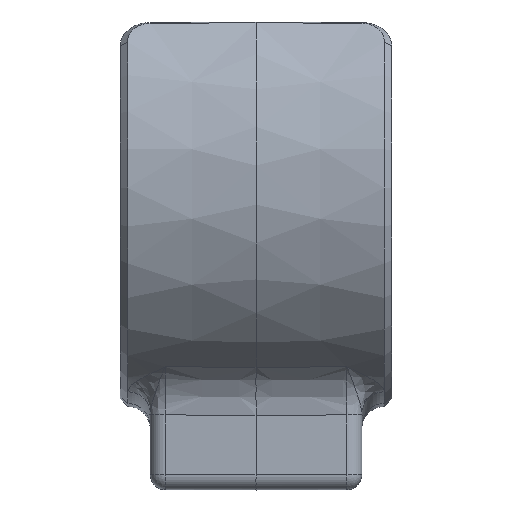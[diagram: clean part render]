
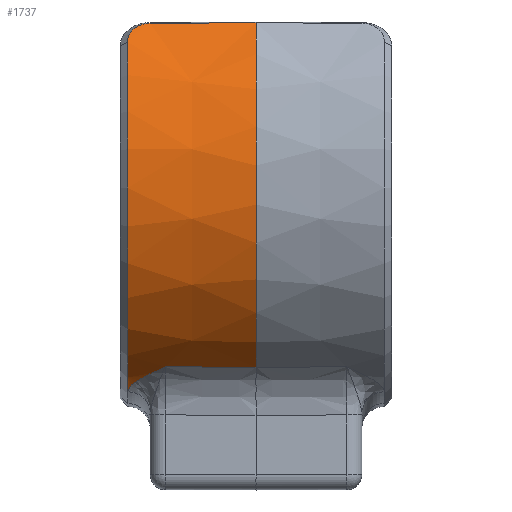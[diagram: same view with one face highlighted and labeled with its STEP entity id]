
A CAD part, top view. The second image highlights one B-rep face of the part: STEP entity #1737.
In plain terms, the highlighted conical face has half-angle 0.5 degrees and reference radius 15.328 mm.
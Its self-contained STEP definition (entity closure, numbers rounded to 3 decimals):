
#33=CARTESIAN_POINT('',(-8.499,5.717,2.63));
#34=CARTESIAN_POINT('',(-8.498,5.717,2.631));
#35=CARTESIAN_POINT('',(-8.496,5.716,2.632));
#36=CARTESIAN_POINT('',(-8.492,5.717,2.635));
#37=CARTESIAN_POINT('',(-8.489,5.717,2.636));
#38=CARTESIAN_POINT('',(-8.487,5.717,2.636));
#40=CARTESIAN_POINT('',(-8.5,20.779,0.));
#41=DIRECTION('',(-1.,0.,0.));
#42=DIRECTION('',(0.,-0.985,0.172));
#43=AXIS2_PLACEMENT_3D('',#40,#41,#42);
#45=CARTESIAN_POINT('',(-8.5,29.637,12.464));
#46=CARTESIAN_POINT('',(-8.5,29.732,12.397));
#47=CARTESIAN_POINT('',(-8.475,29.919,12.26));
#48=CARTESIAN_POINT('',(-8.363,30.182,12.061));
#49=CARTESIAN_POINT('',(-8.184,30.415,11.877));
#50=CARTESIAN_POINT('',(-7.945,30.607,11.722));
#51=CARTESIAN_POINT('',(-7.659,30.75,11.603));
#52=CARTESIAN_POINT('',(-7.34,30.839,11.529));
#53=CARTESIAN_POINT('',(-7.116,30.86,11.513));
#54=CARTESIAN_POINT('',(-7.004,30.86,11.514));
#56=DIRECTION('',(1.,0.006,0.007));
#57=VECTOR('',#56,7.005);
#58=CARTESIAN_POINT('',(-7.004,30.86,11.514));
#59=LINE('',#58,#57);
#60=CARTESIAN_POINT('',(0.,20.779,0.));
#61=DIRECTION('',(1.,0.,0.));
#62=DIRECTION('',(0.,0.659,0.752));
#63=AXIS2_PLACEMENT_3D('',#60,#61,#62);
#65=CARTESIAN_POINT('',(0.,8.098,8.676));
#66=CARTESIAN_POINT('',(-0.621,8.101,8.671));
#67=CARTESIAN_POINT('',(-1.895,8.108,8.661));
#68=CARTESIAN_POINT('',(-3.864,8.118,8.645));
#69=CARTESIAN_POINT('',(-5.28,8.125,8.634));
#70=CARTESIAN_POINT('',(-6.009,8.129,8.628));
#72=CARTESIAN_POINT('',(-8.487,6.48,5.418));
#73=CARTESIAN_POINT('',(-8.487,6.544,5.586));
#74=CARTESIAN_POINT('',(-8.448,6.669,5.9));
#75=CARTESIAN_POINT('',(-8.309,6.852,6.321));
#76=CARTESIAN_POINT('',(-8.133,7.011,6.662));
#77=CARTESIAN_POINT('',(-7.947,7.148,6.942));
#78=CARTESIAN_POINT('',(-7.749,7.276,7.19));
#79=CARTESIAN_POINT('',(-7.525,7.406,7.433));
#80=CARTESIAN_POINT('',(-7.281,7.535,7.664));
#81=CARTESIAN_POINT('',(-7.042,7.653,7.869));
#82=CARTESIAN_POINT('',(-6.818,7.759,8.047));
#83=CARTESIAN_POINT('',(-6.584,7.868,8.223));
#84=CARTESIAN_POINT('',(-6.313,7.99,8.418));
#85=CARTESIAN_POINT('',(-6.113,8.081,8.556));
#86=CARTESIAN_POINT('',(-6.009,8.129,8.628));
#88=CARTESIAN_POINT('',(-8.487,20.779,0.));
#89=DIRECTION('',(-1.,0.,0.));
#90=DIRECTION('',(0.,-0.985,0.172));
#91=AXIS2_PLACEMENT_3D('',#88,#89,#90);
#343=CARTESIAN_POINT('',(-6.009,8.129,8.628));
#377=CARTESIAN_POINT('',(0.,8.098,8.676));
#1486=CARTESIAN_POINT('',(0.,30.9,
11.561));
#1487=VERTEX_POINT('',#1486);
#1490=CARTESIAN_POINT('',(-7.004,30.86,11.514));
#1491=VERTEX_POINT('',#1490);
#1493=VERTEX_POINT('',#45);
#1515=VERTEX_POINT('',#377);
#1596=VERTEX_POINT('',#33);
#1597=VERTEX_POINT('',#38);
#1603=VERTEX_POINT('',#343);
#1604=VERTEX_POINT('',#72);
#1715=CARTESIAN_POINT('',(-4.25,20.779,0.));
#1716=DIRECTION('',(1.,0.,0.));
#1717=DIRECTION('',(0.,0.,-1.));
#1718=AXIS2_PLACEMENT_3D('',#1715,#1716,#1717);
#1719=CONICAL_SURFACE('',#1718,15.328,0.5);
#1721=ORIENTED_EDGE('',*,*,#1720,.F.);
#1722=ORIENTED_EDGE('',*,*,#1705,.T.);
#1724=ORIENTED_EDGE('',*,*,#1723,.T.);
#1726=ORIENTED_EDGE('',*,*,#1725,.T.);
#1728=ORIENTED_EDGE('',*,*,#1727,.T.);
#1730=ORIENTED_EDGE('',*,*,#1729,.T.);
#1732=ORIENTED_EDGE('',*,*,#1731,.F.);
#1734=ORIENTED_EDGE('',*,*,#1733,.F.);
#1735=EDGE_LOOP('',(#1721,#1722,#1724,#1726,#1728,#1730,#1732,#1734));
#1736=FACE_OUTER_BOUND('',#1735,.F.);
#1737=ADVANCED_FACE('',(#1736),#1719,.T.);
#39=B_SPLINE_CURVE_WITH_KNOTS('',3,(#33,#34,#35,#36,#37,#38),.UNSPECIFIED.,.F.,
.F.,(4,1,1,4),(0.,0.333,0.667,1.),.UNSPECIFIED.);
#44=CIRCLE('',#43,15.291);
#55=B_SPLINE_CURVE_WITH_KNOTS('',3,(#45,#46,#47,#48,#49,#50,#51,#52,#53,#54),
.UNSPECIFIED.,.F.,.F.,(4,1,1,1,1,1,1,4),(0.,0.143,
0.286,0.429,0.571,0.714,
0.857,1.),.UNSPECIFIED.);
#64=CIRCLE('',#63,15.365);
#71=B_SPLINE_CURVE_WITH_KNOTS('',3,(#65,#66,#67,#68,#69,#70),.UNSPECIFIED.,.F.,
.F.,(4,1,1,4),(0.,0.333,0.667,1.),.UNSPECIFIED.);
#87=B_SPLINE_CURVE_WITH_KNOTS('',3,(#72,#73,#74,#75,#76,#77,#78,#79,#80,#81,#82,
#83,#84,#85,#86),.UNSPECIFIED.,.F.,.F.,(4,1,1,1,1,1,1,1,1,1,1,1,4),(0.,
0.083,0.167,0.25,0.333,0.417,
0.5,0.583,0.667,0.75,0.833,
0.917,1.),.UNSPECIFIED.);
#92=CIRCLE('',#91,15.291);
#1705=EDGE_CURVE('',#1596,#1493,#44,.T.);
#1720=EDGE_CURVE('',#1596,#1597,#39,.T.);
#1723=EDGE_CURVE('',#1493,#1491,#55,.T.);
#1725=EDGE_CURVE('',#1491,#1487,#59,.T.);
#1727=EDGE_CURVE('',#1487,#1515,#64,.T.);
#1729=EDGE_CURVE('',#1515,#1603,#71,.T.);
#1731=EDGE_CURVE('',#1604,#1603,#87,.T.);
#1733=EDGE_CURVE('',#1597,#1604,#92,.T.);
